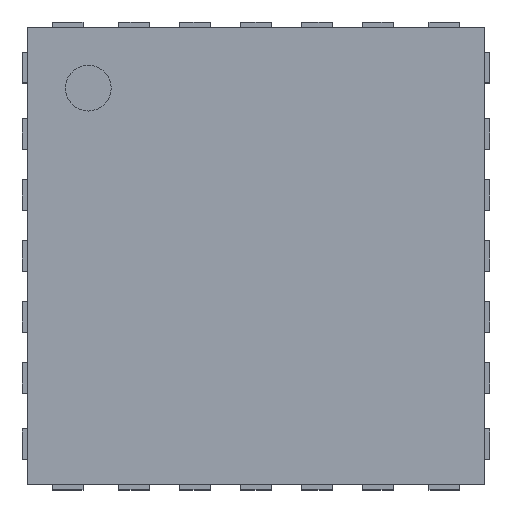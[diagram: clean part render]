
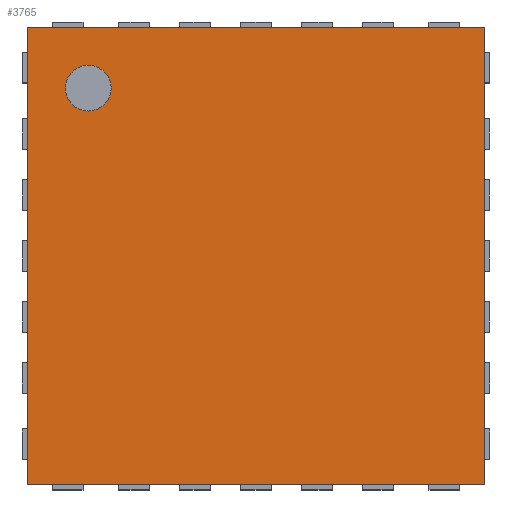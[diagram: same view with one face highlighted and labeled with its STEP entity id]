
A CAD part, top view. The second image highlights one B-rep face of the part: STEP entity #3765.
In plain terms, the highlighted planar face has unit normal (0, 0, 1).
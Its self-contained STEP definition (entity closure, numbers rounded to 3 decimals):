
#16=CIRCLE('',#3956,0.15);
#18=FACE_BOUND('',#368,.T.);
#192=FACE_OUTER_BOUND('',#367,.T.);
#367=EDGE_LOOP('',(#3250,#3251,#3252,#3253));
#368=EDGE_LOOP('',(#3254));
#844=LINE('',#5796,#1352);
#872=LINE('',#5839,#1380);
#874=LINE('',#5843,#1382);
#876=LINE('',#5846,#1384);
#1352=VECTOR('',#4765,10.);
#1380=VECTOR('',#4811,10.);
#1382=VECTOR('',#4815,10.);
#1384=VECTOR('',#4819,10.);
#1716=VERTEX_POINT('',#5793);
#1717=VERTEX_POINT('',#5795);
#1722=VERTEX_POINT('',#5833);
#1723=VERTEX_POINT('',#5837);
#1724=VERTEX_POINT('',#5842);
#2200=EDGE_CURVE('',#1717,#1716,#844,.T.);
#2227=EDGE_CURVE('',#1722,#1722,#16,.T.);
#2230=EDGE_CURVE('',#1716,#1723,#872,.T.);
#2232=EDGE_CURVE('',#1724,#1717,#874,.T.);
#2234=EDGE_CURVE('',#1723,#1724,#876,.T.);
#3250=ORIENTED_EDGE('',*,*,#2234,.T.);
#3251=ORIENTED_EDGE('',*,*,#2232,.T.);
#3252=ORIENTED_EDGE('',*,*,#2200,.T.);
#3253=ORIENTED_EDGE('',*,*,#2230,.T.);
#3254=ORIENTED_EDGE('',*,*,#2227,.T.);
#3427=PLANE('',#3961);
#3765=ADVANCED_FACE('',(#192,#18),#3427,.T.);
#3956=AXIS2_PLACEMENT_3D('',#5834,#4805,#4806);
#3961=AXIS2_PLACEMENT_3D('',#5848,#4822,#4823);
#4765=DIRECTION('',(1.,0.,0.));
#4805=DIRECTION('center_axis',(0.,0.,-1.));
#4806=DIRECTION('ref_axis',(-1.,0.,0.));
#4811=DIRECTION('',(0.,1.,0.));
#4815=DIRECTION('',(0.,-1.,0.));
#4819=DIRECTION('',(-1.,0.,0.));
#4822=DIRECTION('center_axis',(0.,0.,1.));
#4823=DIRECTION('ref_axis',(1.,0.,0.));
#5793=CARTESIAN_POINT('',(1.5,-1.5,0.75));
#5795=CARTESIAN_POINT('',(-1.5,-1.5,0.75));
#5796=CARTESIAN_POINT('',(1.5,-1.5,0.75));
#5833=CARTESIAN_POINT('',(-0.95,1.1,0.75));
#5834=CARTESIAN_POINT('Origin',(-1.1,1.1,0.75));
#5837=CARTESIAN_POINT('',(1.5,1.5,0.75));
#5839=CARTESIAN_POINT('',(1.5,1.5,0.75));
#5842=CARTESIAN_POINT('',(-1.5,1.5,0.75));
#5843=CARTESIAN_POINT('',(-1.5,-1.5,0.75));
#5846=CARTESIAN_POINT('',(-1.5,1.5,0.75));
#5848=CARTESIAN_POINT('Origin',(0.,0.,0.75));
